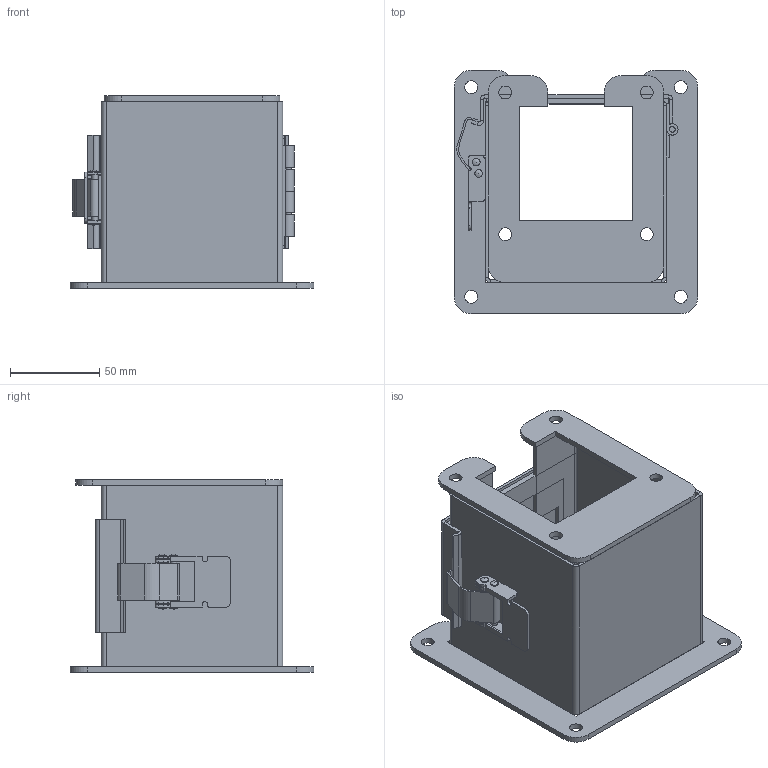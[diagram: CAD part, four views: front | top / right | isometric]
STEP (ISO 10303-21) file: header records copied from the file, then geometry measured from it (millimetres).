
FILE_DESCRIPTION(/* description */ ('LJWRB42, BKP,CS, 2.5X2.5X4'),/* implementation_level */ '2;1');
FILE_NAME(/* name */ 'LJWRB42.stp',/* time_stamp */ '2017-04-03T17:38:21+05:00',/* author */ ('bjayachandran'),/* organization */ (''),/* preprocessor_version */ 'ST-DEVELOPER v16.1',/* originating_system */ 'Autodesk Inventor 2016',/* authorisation */ '');
FILE_SCHEMA (('AUTOMOTIVE_DESIGN { 1 0 10303 214 3 1 1 }'));
Length unit declared in the file: inch
Products named in the file (16): LJWRB42BKP; LJW4RINGP; LJWRB42RINGP; LJWRB42LID; H6050139T; H6050139L; H6050139P; H6050139; LJWRB42GASKET; PART1; PART2; PART3; PART4; PART5; 35011; LJWRB42
Assembly tree (15 placements, depth 3):
  LJWRB42
    LJWRB42BKP
    LJW4RINGP
    LJWRB42RINGP
    LJWRB42LID
    H6050139
      H6050139T
      H6050139L
      H6050139P
    LJWRB42GASKET
    35011
      PART1
      PART2
      PART3
      PART4
      PART5
Bounding box: 136.53 x 136.53 x 107.95 mm (x, y, z)
Volume: 143552.2 mm3; surface area: 142796.6 mm2
Topology: 13 solids, 13 shells, 261 faces, 651 edges, 415 vertices
Faces by surface type: plane 172, cylinder 84, bspline 4, cone 1
Full cylindrical faces by diameter (mm): 3.048 x1, 3.302 x4, 3.454 x2, 3.946 x6, 4.286 x4, 7.144 x8
Entity records: 8174 total; most frequent: CARTESIAN_POINT 1430, DIRECTION 1358, ORIENTED_EDGE 1232, EDGE_CURVE 616, AXIS2_PLACEMENT_3D 458, LINE 442, VECTOR 442, VERTEX_POINT 410
